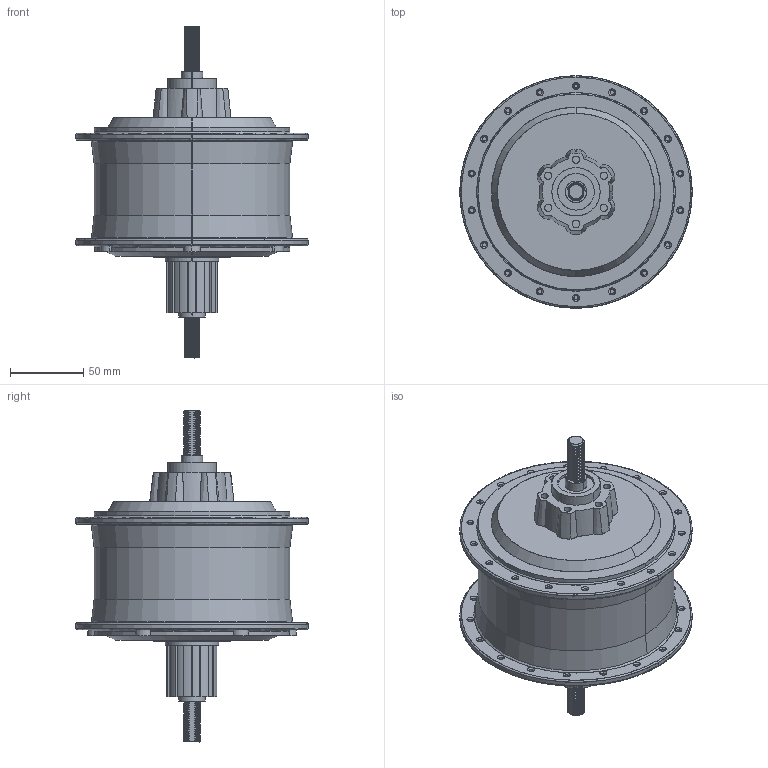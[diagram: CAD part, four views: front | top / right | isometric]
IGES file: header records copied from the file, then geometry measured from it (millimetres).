
Start section: SolidWorks IGES file using analytic representation for surfaces
Global section: file name: G60.IGS; native system: SolidWorks 2014; preprocessor: SolidWorks 2014; author: Justin; date: 190909.034049; units: millimetre
Bounding box: 159 x 159 x 227.25 mm (x, y, z)
Surface area: 101153.7 mm2 (no closed solid volume)
Topology: 0 solids, 0 shells, 741 faces, 10897 edges, 10897 vertices
Faces by surface type: revolution 482, bspline 259
